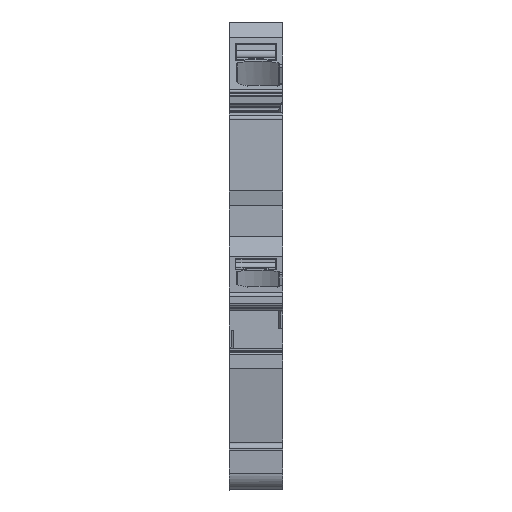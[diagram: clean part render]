
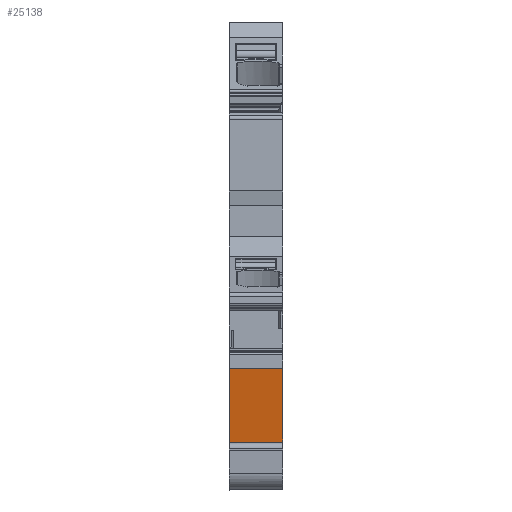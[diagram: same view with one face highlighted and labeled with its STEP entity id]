
A CAD part, front view. The second image highlights one B-rep face of the part: STEP entity #25138.
In plain terms, the highlighted planar face has unit normal (0, -0.985, -0.171).
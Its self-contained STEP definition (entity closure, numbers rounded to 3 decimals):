
#25130=AXIS2_PLACEMENT_3D('Plane Axis2P3D',#25127,#25128,#25129) ;
#6024=CARTESIAN_POINT('Vertex',(6.1,1.458,13.86)) ;
#6027=CARTESIAN_POINT('Line Origine',(6.1,2.266,9.202)) ;
#6031=CARTESIAN_POINT('Vertex',(6.1,3.074,4.545)) ;
#11190=CARTESIAN_POINT('Vertex',(0.,1.458,13.86)) ;
#11193=CARTESIAN_POINT('Line Origine',(3.05,1.458,13.86)) ;
#11224=CARTESIAN_POINT('Line Origine',(3.05,3.074,4.545)) ;
#11228=CARTESIAN_POINT('Vertex',(0.,3.074,4.545)) ;
#14792=CARTESIAN_POINT('Line Origine',(0.,2.266,9.202)) ;
#25127=CARTESIAN_POINT('Axis2P3D Location',(3.95,1.458,13.86)) ;
#6028=DIRECTION('Vector Direction',(0.,0.171,-0.985)) ;
#11194=DIRECTION('Vector Direction',(1.,0.,0.)) ;
#11225=DIRECTION('Vector Direction',(-1.,0.,0.)) ;
#14793=DIRECTION('Vector Direction',(0.,0.171,-0.985)) ;
#25128=DIRECTION('Axis2P3D Direction',(0.,-0.985,-0.171)) ;
#25129=DIRECTION('Axis2P3D XDirection',(0.,0.171,-0.985)) ;
#6029=VECTOR('Line Direction',#6028,1.) ;
#11195=VECTOR('Line Direction',#11194,1.) ;
#11226=VECTOR('Line Direction',#11225,1.) ;
#14794=VECTOR('Line Direction',#14793,1.) ;
#25133=ORIENTED_EDGE('',*,*,#11230,.T.) ;
#25134=ORIENTED_EDGE('',*,*,#6033,.F.) ;
#25135=ORIENTED_EDGE('',*,*,#11197,.F.) ;
#25136=ORIENTED_EDGE('',*,*,#14796,.T.) ;
#25138=ADVANCED_FACE('MLD_AITB_4_BB_X-L-PE',(#25137),#25131,.T.) ;
#6033=EDGE_CURVE('',#6025,#6032,#6030,.T.) ;
#11197=EDGE_CURVE('',#11191,#6025,#11196,.T.) ;
#11230=EDGE_CURVE('',#11229,#6032,#11227,.F.) ;
#14796=EDGE_CURVE('',#11191,#11229,#14795,.T.) ;
#25132=EDGE_LOOP('',(#25133,#25134,#25135,#25136)) ;
#25137=FACE_OUTER_BOUND('',#25132,.T.) ;
#6030=LINE('Line',#6027,#6029) ;
#11196=LINE('Line',#11193,#11195) ;
#11227=LINE('Line',#11224,#11226) ;
#14795=LINE('Line',#14792,#14794) ;
#25131=PLANE('',#25130) ;
#6025=VERTEX_POINT('',#6024) ;
#6032=VERTEX_POINT('',#6031) ;
#11191=VERTEX_POINT('',#11190) ;
#11229=VERTEX_POINT('',#11228) ;
